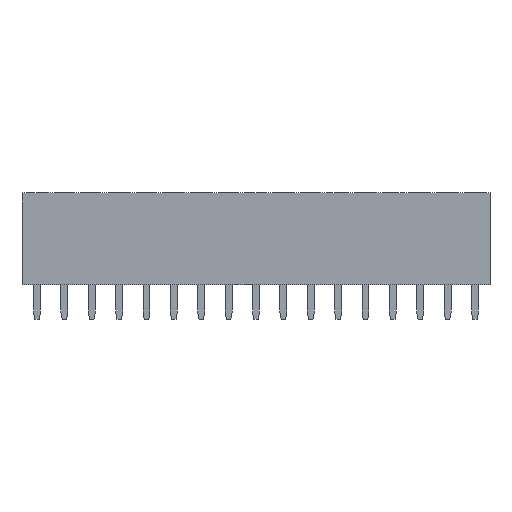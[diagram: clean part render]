
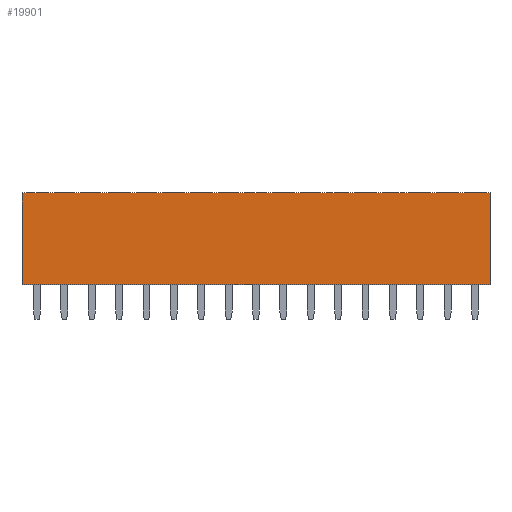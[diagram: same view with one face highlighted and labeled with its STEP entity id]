
A CAD part, top view. The second image highlights one B-rep face of the part: STEP entity #19901.
In plain terms, the highlighted planar face has unit normal (0, 0, 1).
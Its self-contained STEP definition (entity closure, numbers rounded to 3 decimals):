
#8160 = VERTEX_POINT('',#8161);
#8161 = CARTESIAN_POINT('',(21.715,0.,1.25));
#8167 = EDGE_CURVE('',#8168,#8160,#8170,.T.);
#8168 = VERTEX_POINT('',#8169);
#8169 = CARTESIAN_POINT('',(-21.715,0.,1.25));
#8170 = LINE('',#8171,#8172);
#8171 = CARTESIAN_POINT('',(-21.715,0.,1.25));
#8172 = VECTOR('',#8173,1.);
#8173 = DIRECTION('',(1.,0.,0.));
#19623 = VERTEX_POINT('',#19624);
#19624 = CARTESIAN_POINT('',(21.715,8.5,1.25));
#19641 = VERTEX_POINT('',#19642);
#19642 = CARTESIAN_POINT('',(-21.715,8.5,1.25));
#19648 = EDGE_CURVE('',#19641,#19623,#19649,.T.);
#19649 = LINE('',#19650,#19651);
#19650 = CARTESIAN_POINT('',(-21.715,8.5,1.25));
#19651 = VECTOR('',#19652,1.);
#19652 = DIRECTION('',(1.,0.,0.));
#19901 = ADVANCED_FACE('',(#19902),#19918,.T.);
#19902 = FACE_BOUND('',#19903,.T.);
#19903 = EDGE_LOOP('',(#19904,#19910,#19911,#19917));
#19904 = ORIENTED_EDGE('',*,*,#19905,.T.);
#19905 = EDGE_CURVE('',#8160,#19623,#19906,.T.);
#19906 = LINE('',#19907,#19908);
#19907 = CARTESIAN_POINT('',(21.715,0.,1.25));
#19908 = VECTOR('',#19909,1.);
#19909 = DIRECTION('',(0.,1.,0.));
#19910 = ORIENTED_EDGE('',*,*,#19648,.F.);
#19911 = ORIENTED_EDGE('',*,*,#19912,.F.);
#19912 = EDGE_CURVE('',#8168,#19641,#19913,.T.);
#19913 = LINE('',#19914,#19915);
#19914 = CARTESIAN_POINT('',(-21.715,0.,1.25));
#19915 = VECTOR('',#19916,1.);
#19916 = DIRECTION('',(0.,1.,0.));
#19917 = ORIENTED_EDGE('',*,*,#8167,.T.);
#19918 = PLANE('',#19919);
#19919 = AXIS2_PLACEMENT_3D('',#19920,#19921,#19922);
#19920 = CARTESIAN_POINT('',(-21.715,4.25,1.25));
#19921 = DIRECTION('',(0.,0.,1.));
#19922 = DIRECTION('',(0.,-1.,0.));
